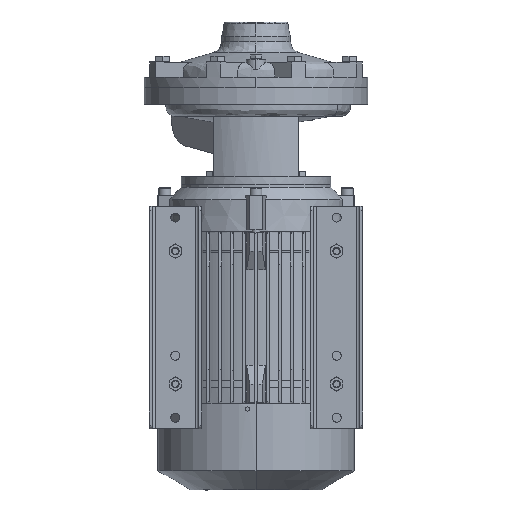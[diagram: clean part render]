
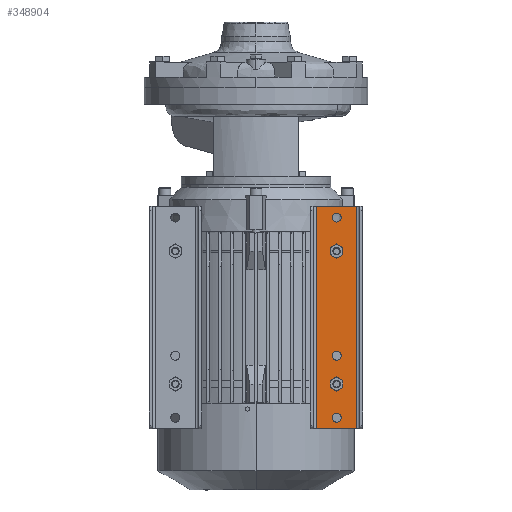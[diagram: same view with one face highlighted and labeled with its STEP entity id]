
A CAD part, front view. The second image highlights one B-rep face of the part: STEP entity #348904.
In plain terms, the highlighted planar face has unit normal (0, -1, 0).
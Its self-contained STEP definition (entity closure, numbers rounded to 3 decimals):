
#2092 = CIRCLE ( 'NONE', #39184, 6. ) ;
#15252 = DIRECTION ( 'NONE',  ( 0., 0., 1. ) ) ;
#15439 = LINE ( 'NONE', #228377, #19696 ) ;
#16757 = CARTESIAN_POINT ( 'NONE',  ( 108., -136., -359. ) ) ;
#19696 = VECTOR ( 'NONE', #313582, 1000. ) ;
#23747 = AXIS2_PLACEMENT_3D ( 'NONE', #280550, #197223, #15252 ) ;
#25178 = EDGE_LOOP ( 'NONE', ( #37264, #49029 ) ) ;
#30774 = AXIS2_PLACEMENT_3D ( 'NONE', #284986, #288764, #54428 ) ;
#31306 = EDGE_CURVE ( 'NONE', #220943, #171966, #117037, .T. ) ;
#37264 = ORIENTED_EDGE ( 'NONE', *, *, #272866, .T. ) ;
#39184 = AXIS2_PLACEMENT_3D ( 'NONE', #270790, #357974, #123662 ) ;
#40978 = CIRCLE ( 'NONE', #275939, 6. ) ;
#43384 = EDGE_CURVE ( 'NONE', #152377, #284123, #82622, .T. ) ;
#43589 = ORIENTED_EDGE ( 'NONE', *, *, #326433, .F. ) ;
#49029 = ORIENTED_EDGE ( 'NONE', *, *, #118935, .T. ) ;
#50776 = ORIENTED_EDGE ( 'NONE', *, *, #97885, .T. ) ;
#52654 = EDGE_LOOP ( 'NONE', ( #60878, #227019 ) ) ;
#54428 = DIRECTION ( 'NONE',  ( 0., 0., 1. ) ) ;
#59530 = EDGE_LOOP ( 'NONE', ( #280285, #198394 ) ) ;
#59590 = VERTEX_POINT ( 'NONE', #134113 ) ;
#60878 = ORIENTED_EDGE ( 'NONE', *, *, #61259, .T. ) ;
#61259 = EDGE_CURVE ( 'NONE', #171966, #220943, #198177, .T. ) ;
#61433 = DIRECTION ( 'NONE',  ( 0., 0., 1. ) ) ;
#62752 = VERTEX_POINT ( 'NONE', #176528 ) ;
#70170 = AXIS2_PLACEMENT_3D ( 'NONE', #272960, #151027, #241970 ) ;
#72340 = DIRECTION ( 'NONE',  ( 0., 0., 1. ) ) ;
#72995 = DIRECTION ( 'NONE',  ( 1., 0., 0. ) ) ;
#78005 = VERTEX_POINT ( 'NONE', #378483 ) ;
#78729 = LINE ( 'NONE', #131125, #197061 ) ;
#79438 = CARTESIAN_POINT ( 'NONE',  ( 150., -136., -129.2 ) ) ;
#81287 = DIRECTION ( 'NONE',  ( 0., 1., 0. ) ) ;
#81335 = DIRECTION ( 'NONE',  ( 0., 1., 0. ) ) ;
#82622 = CIRCLE ( 'NONE', #70170, 6. ) ;
#84320 = AXIS2_PLACEMENT_3D ( 'NONE', #188602, #130524, #103369 ) ;
#95817 = ORIENTED_EDGE ( 'NONE', *, *, #170335, .T. ) ;
#97885 = EDGE_CURVE ( 'NONE', #136180, #128758, #40978, .T. ) ;
#98141 = VECTOR ( 'NONE', #218700, 1000. ) ;
#101417 = DIRECTION ( 'NONE',  ( 0., 1., 0. ) ) ;
#103369 = DIRECTION ( 'NONE',  ( 0., 0., 1. ) ) ;
#106551 = CARTESIAN_POINT ( 'NONE',  ( 108., -136., -219. ) ) ;
#108724 = CARTESIAN_POINT ( 'NONE',  ( 108., -136., -448. ) ) ;
#111176 = LINE ( 'NONE', #258300, #262578 ) ;
#117037 = CIRCLE ( 'NONE', #129509, 6. ) ;
#117814 = VERTEX_POINT ( 'NONE', #242191 ) ;
#118935 = EDGE_CURVE ( 'NONE', #349926, #253129, #2092, .T. ) ;
#118967 = CARTESIAN_POINT ( 'NONE',  ( 108., -136., -365. ) ) ;
#119740 = CARTESIAN_POINT ( 'NONE',  ( 108., -136., -391. ) ) ;
#123662 = DIRECTION ( 'NONE',  ( 0., 0., 1. ) ) ;
#125585 = CIRCLE ( 'NONE', #144066, 6. ) ;
#128758 = VERTEX_POINT ( 'NONE', #280694 ) ;
#129509 = AXIS2_PLACEMENT_3D ( 'NONE', #237623, #208588, #61433 ) ;
#129798 = CIRCLE ( 'NONE', #30774, 6. ) ;
#130524 = DIRECTION ( 'NONE',  ( 0., 1., 0. ) ) ;
#131125 = CARTESIAN_POINT ( 'NONE',  ( 143., -136., -457. ) ) ;
#134113 = CARTESIAN_POINT ( 'NONE',  ( 135., -136., -457. ) ) ;
#136180 = VERTEX_POINT ( 'NONE', #119740 ) ;
#136835 = DIRECTION ( 'NONE',  ( 0., 0., 1. ) ) ;
#137571 = FACE_BOUND ( 'NONE', #204959, .T. ) ;
#139459 = PLANE ( 'NONE',  #368880 ) ;
#141357 = FACE_BOUND ( 'NONE', #25178, .T. ) ;
#142874 = EDGE_CURVE ( 'NONE', #154866, #59590, #78729, .T. ) ;
#144066 = AXIS2_PLACEMENT_3D ( 'NONE', #16757, #223965, #136835 ) ;
#149888 = EDGE_LOOP ( 'NONE', ( #242026, #213019, #43589, #286665 ) ) ;
#151027 = DIRECTION ( 'NONE',  ( 0., 1., 0. ) ) ;
#152377 = VERTEX_POINT ( 'NONE', #185603 ) ;
#154866 = VERTEX_POINT ( 'NONE', #272983 ) ;
#155588 = CARTESIAN_POINT ( 'NONE',  ( 108., -136., -442. ) ) ;
#170335 = EDGE_CURVE ( 'NONE', #62752, #78005, #382285, .T. ) ;
#171966 = VERTEX_POINT ( 'NONE', #303615 ) ;
#172276 = FACE_BOUND ( 'NONE', #231056, .T. ) ;
#176528 = CARTESIAN_POINT ( 'NONE',  ( 108., -136., -168. ) ) ;
#182700 = DIRECTION ( 'NONE',  ( 0., 1., 0. ) ) ;
#185603 = CARTESIAN_POINT ( 'NONE',  ( 108., -136., -213. ) ) ;
#188602 = CARTESIAN_POINT ( 'NONE',  ( 108., -136., -174. ) ) ;
#196350 = EDGE_CURVE ( 'NONE', #128758, #136180, #129798, .T. ) ;
#197061 = VECTOR ( 'NONE', #72995, 1000. ) ;
#197223 = DIRECTION ( 'NONE',  ( 0., 1., 0. ) ) ;
#198177 = CIRCLE ( 'NONE', #358761, 6. ) ;
#198394 = ORIENTED_EDGE ( 'NONE', *, *, #250772, .T. ) ;
#199401 = DIRECTION ( 'NONE',  ( 0., 0., 1. ) ) ;
#201327 = FACE_BOUND ( 'NONE', #52654, .T. ) ;
#204959 = EDGE_LOOP ( 'NONE', ( #50776, #315729 ) ) ;
#208588 = DIRECTION ( 'NONE',  ( 0., 1., 0. ) ) ;
#209842 = DIRECTION ( 'NONE',  ( 0., 0., 1. ) ) ;
#213019 = ORIENTED_EDGE ( 'NONE', *, *, #142874, .T. ) ;
#218700 = DIRECTION ( 'NONE',  ( 0., 0., -1. ) ) ;
#220943 = VERTEX_POINT ( 'NONE', #108724 ) ;
#223965 = DIRECTION ( 'NONE',  ( 0., 1., 0. ) ) ;
#227019 = ORIENTED_EDGE ( 'NONE', *, *, #31306, .T. ) ;
#228377 = CARTESIAN_POINT ( 'NONE',  ( 73., -136., -159. ) ) ;
#231056 = EDGE_LOOP ( 'NONE', ( #95817, #328338 ) ) ;
#237623 = CARTESIAN_POINT ( 'NONE',  ( 108., -136., -442. ) ) ;
#241970 = DIRECTION ( 'NONE',  ( 0., 0., 1. ) ) ;
#241987 = CARTESIAN_POINT ( 'NONE',  ( 135., -136., -159. ) ) ;
#242026 = ORIENTED_EDGE ( 'NONE', *, *, #300741, .F. ) ;
#242191 = CARTESIAN_POINT ( 'NONE',  ( 81., -136., -159. ) ) ;
#250772 = EDGE_CURVE ( 'NONE', #284123, #152377, #252193, .T. ) ;
#251227 = CARTESIAN_POINT ( 'NONE',  ( 135., -136., -159. ) ) ;
#252193 = CIRCLE ( 'NONE', #270690, 6. ) ;
#253129 = VERTEX_POINT ( 'NONE', #295887 ) ;
#254524 = DIRECTION ( 'NONE',  ( 0., 0., 1. ) ) ;
#258300 = CARTESIAN_POINT ( 'NONE',  ( 81., -136., -457. ) ) ;
#262578 = VECTOR ( 'NONE', #254524, 1000. ) ;
#263206 = FACE_BOUND ( 'NONE', #59530, .T. ) ;
#269371 = EDGE_CURVE ( 'NONE', #352265, #117814, #15439, .T. ) ;
#270690 = AXIS2_PLACEMENT_3D ( 'NONE', #106551, #81287, #199401 ) ;
#270790 = CARTESIAN_POINT ( 'NONE',  ( 108., -136., -359. ) ) ;
#271042 = LINE ( 'NONE', #241987, #98141 ) ;
#272866 = EDGE_CURVE ( 'NONE', #253129, #349926, #125585, .T. ) ;
#272960 = CARTESIAN_POINT ( 'NONE',  ( 108., -136., -219. ) ) ;
#272983 = CARTESIAN_POINT ( 'NONE',  ( 81., -136., -457. ) ) ;
#275871 = CIRCLE ( 'NONE', #84320, 6. ) ;
#275939 = AXIS2_PLACEMENT_3D ( 'NONE', #366707, #101417, #72340 ) ;
#280285 = ORIENTED_EDGE ( 'NONE', *, *, #43384, .T. ) ;
#280550 = CARTESIAN_POINT ( 'NONE',  ( 108., -136., -174. ) ) ;
#280694 = CARTESIAN_POINT ( 'NONE',  ( 108., -136., -403. ) ) ;
#284123 = VERTEX_POINT ( 'NONE', #328362 ) ;
#284986 = CARTESIAN_POINT ( 'NONE',  ( 108., -136., -397. ) ) ;
#286665 = ORIENTED_EDGE ( 'NONE', *, *, #269371, .T. ) ;
#288764 = DIRECTION ( 'NONE',  ( 0., 1., 0. ) ) ;
#295887 = CARTESIAN_POINT ( 'NONE',  ( 108., -136., -353. ) ) ;
#300741 = EDGE_CURVE ( 'NONE', #154866, #117814, #111176, .T. ) ;
#303615 = CARTESIAN_POINT ( 'NONE',  ( 108., -136., -436. ) ) ;
#306848 = EDGE_CURVE ( 'NONE', #78005, #62752, #275871, .T. ) ;
#313582 = DIRECTION ( 'NONE',  ( -1., 0., 0. ) ) ;
#315729 = ORIENTED_EDGE ( 'NONE', *, *, #196350, .T. ) ;
#326433 = EDGE_CURVE ( 'NONE', #352265, #59590, #271042, .T. ) ;
#328338 = ORIENTED_EDGE ( 'NONE', *, *, #306848, .T. ) ;
#328362 = CARTESIAN_POINT ( 'NONE',  ( 108., -136., -225. ) ) ;
#348514 = DIRECTION ( 'NONE',  ( 0., 0., 1. ) ) ;
#348904 = ADVANCED_FACE ( 'NONE', ( #141357, #172276, #263206, #137571, #201327, #373809 ), #139459, .F. ) ;
#349926 = VERTEX_POINT ( 'NONE', #118967 ) ;
#352265 = VERTEX_POINT ( 'NONE', #251227 ) ;
#357974 = DIRECTION ( 'NONE',  ( 0., 1., 0. ) ) ;
#358761 = AXIS2_PLACEMENT_3D ( 'NONE', #155588, #182700, #209842 ) ;
#366707 = CARTESIAN_POINT ( 'NONE',  ( 108., -136., -397. ) ) ;
#368880 = AXIS2_PLACEMENT_3D ( 'NONE', #79438, #81335, #348514 ) ;
#373809 = FACE_OUTER_BOUND ( 'NONE', #149888, .T. ) ;
#378483 = CARTESIAN_POINT ( 'NONE',  ( 108., -136., -180. ) ) ;
#382285 = CIRCLE ( 'NONE', #23747, 6. ) ;
